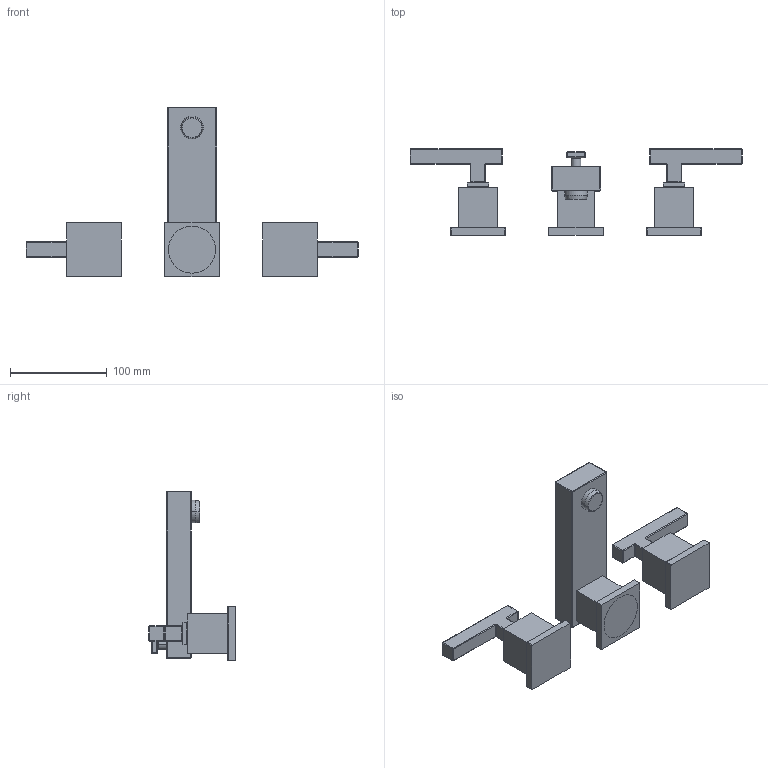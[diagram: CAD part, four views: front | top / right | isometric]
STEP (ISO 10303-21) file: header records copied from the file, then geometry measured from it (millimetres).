
FILE_DESCRIPTION((''),'2;1');
FILE_NAME('2020','2020-11-27T10:13:19',('jinson.thomas'),(''),'CREO PARAMETRIC BY PTC INC, 2018400','CREO PARAMETRIC BY PTC INC, 2018400','');
FILE_SCHEMA(('CONFIG_CONTROL_DESIGN'));
Length unit declared in the file: inch
Products named in the file (1): 2020
Bounding box: 343.41 x 89.28 x 175.54 mm (x, y, z)
Volume: 509783.2 mm3; surface area: 97981.1 mm2
Topology: 3 solids, 5 shells, 277 faces, 634 edges, 338 vertices
Faces by surface type: cylinder 124, plane 91, sphere 48, torus 12, bspline 2
Entity records: 7386 total; most frequent: DIRECTION 1412, CARTESIAN_POINT 1231, ORIENTED_EDGE 1172, EDGE_CURVE 586, AXIS2_PLACEMENT_3D 551, VERTEX_POINT 338, VECTOR 310, LINE 310
